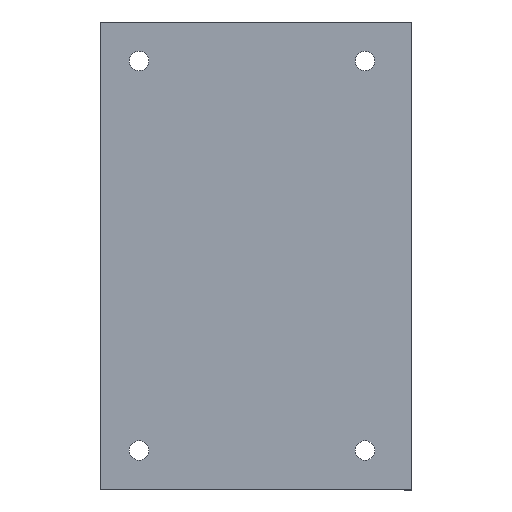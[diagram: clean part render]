
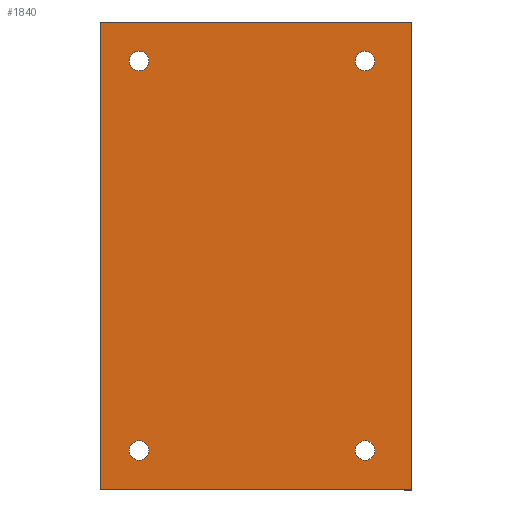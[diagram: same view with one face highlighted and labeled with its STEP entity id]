
A CAD part, top view. The second image highlights one B-rep face of the part: STEP entity #1840.
In plain terms, the highlighted planar face has unit normal (0, 0, 1).
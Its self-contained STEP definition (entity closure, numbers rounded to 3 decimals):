
#3 = EDGE_CURVE ( 'NONE', #1149, #323, #2284, .T. ) ;
#14 = VECTOR ( 'NONE', #1282, 1000. ) ;
#42 = EDGE_CURVE ( 'NONE', #1663, #820, #345, .T. ) ;
#50 = DIRECTION ( 'NONE',  ( -1., 0., 0. ) ) ;
#67 = DIRECTION ( 'NONE',  ( -1., 0., 0. ) ) ;
#70 = CARTESIAN_POINT ( 'NONE',  ( 43.18, 6.35, 0. ) ) ;
#73 = CIRCLE ( 'NONE', #2206, 1.588 ) ;
#124 = AXIS2_PLACEMENT_3D ( 'NONE', #70, #456, #2002 ) ;
#136 = CARTESIAN_POINT ( 'NONE',  ( 43.18, 69.85, 0. ) ) ;
#197 = CARTESIAN_POINT ( 'NONE',  ( 50.8, 76.2, 0. ) ) ;
#203 = VERTEX_POINT ( 'NONE', #2006 ) ;
#229 = CARTESIAN_POINT ( 'NONE',  ( 43.18, 69.85, 0. ) ) ;
#234 = EDGE_CURVE ( 'NONE', #820, #1663, #73, .T. ) ;
#243 = CIRCLE ( 'NONE', #650, 1.587 ) ;
#255 = DIRECTION ( 'NONE',  ( -1., 0., 0. ) ) ;
#263 = VERTEX_POINT ( 'NONE', #883 ) ;
#269 = CIRCLE ( 'NONE', #2285, 1.587 ) ;
#294 = ORIENTED_EDGE ( 'NONE', *, *, #2402, .F. ) ;
#323 = VERTEX_POINT ( 'NONE', #2438 ) ;
#333 = DIRECTION ( 'NONE',  ( -1., 0., 0. ) ) ;
#343 = CARTESIAN_POINT ( 'NONE',  ( 50.8, 76.2, 0. ) ) ;
#345 = CIRCLE ( 'NONE', #1692, 1.588 ) ;
#362 = CARTESIAN_POINT ( 'NONE',  ( 7.938, 6.35, 0. ) ) ;
#385 = DIRECTION ( 'NONE',  ( 1., 0., 0. ) ) ;
#397 = DIRECTION ( 'NONE',  ( 0., 0., -1. ) ) ;
#426 = CIRCLE ( 'NONE', #124, 1.587 ) ;
#434 = ORIENTED_EDGE ( 'NONE', *, *, #2382, .T. ) ;
#436 = VERTEX_POINT ( 'NONE', #955 ) ;
#456 = DIRECTION ( 'NONE',  ( 0., 0., -1. ) ) ;
#548 = ORIENTED_EDGE ( 'NONE', *, *, #1946, .F. ) ;
#584 = AXIS2_PLACEMENT_3D ( 'NONE', #343, #1705, #1686 ) ;
#594 = CARTESIAN_POINT ( 'NONE',  ( 44.767, 6.35, 0. ) ) ;
#650 = AXIS2_PLACEMENT_3D ( 'NONE', #136, #1644, #333 ) ;
#719 = CARTESIAN_POINT ( 'NONE',  ( 50.8, 76.2, 0. ) ) ;
#739 = PLANE ( 'NONE',  #584 ) ;
#742 = LINE ( 'NONE', #2254, #14 ) ;
#820 = VERTEX_POINT ( 'NONE', #362 ) ;
#862 = CARTESIAN_POINT ( 'NONE',  ( 4.762, 6.35, 0. ) ) ;
#883 = CARTESIAN_POINT ( 'NONE',  ( 0., 0., 0. ) ) ;
#900 = CARTESIAN_POINT ( 'NONE',  ( 0., 76.2, 0. ) ) ;
#953 = VECTOR ( 'NONE', #385, 1000. ) ;
#955 = CARTESIAN_POINT ( 'NONE',  ( 0., 76.2, 0. ) ) ;
#962 = ORIENTED_EDGE ( 'NONE', *, *, #1052, .T. ) ;
#977 = DIRECTION ( 'NONE',  ( 0., 0., -1. ) ) ;
#981 = CIRCLE ( 'NONE', #1748, 1.587 ) ;
#1000 = EDGE_LOOP ( 'NONE', ( #962, #434 ) ) ;
#1008 = CARTESIAN_POINT ( 'NONE',  ( 44.767, 69.85, 0. ) ) ;
#1039 = FACE_BOUND ( 'NONE', #1000, .T. ) ;
#1052 = EDGE_CURVE ( 'NONE', #203, #2119, #1610, .T. ) ;
#1066 = DIRECTION ( 'NONE',  ( 0., 0., -1. ) ) ;
#1071 = EDGE_CURVE ( 'NONE', #263, #1837, #1217, .T. ) ;
#1099 = CARTESIAN_POINT ( 'NONE',  ( 41.593, 6.35, 0. ) ) ;
#1149 = VERTEX_POINT ( 'NONE', #1585 ) ;
#1213 = DIRECTION ( 'NONE',  ( 0., 0., -1. ) ) ;
#1217 = LINE ( 'NONE', #1773, #1546 ) ;
#1251 = DIRECTION ( 'NONE',  ( -1., 0., 0. ) ) ;
#1274 = DIRECTION ( 'NONE',  ( 0., -1., 0. ) ) ;
#1279 = DIRECTION ( 'NONE',  ( -1., 0., 0. ) ) ;
#1282 = DIRECTION ( 'NONE',  ( 0., -1., 0. ) ) ;
#1385 = DIRECTION ( 'NONE',  ( 0., 0., -1. ) ) ;
#1474 = AXIS2_PLACEMENT_3D ( 'NONE', #2339, #397, #50 ) ;
#1491 = CARTESIAN_POINT ( 'NONE',  ( 50.8, 0., 0. ) ) ;
#1527 = CARTESIAN_POINT ( 'NONE',  ( 43.18, 6.35, 0. ) ) ;
#1532 = ORIENTED_EDGE ( 'NONE', *, *, #1071, .T. ) ;
#1546 = VECTOR ( 'NONE', #1550, 1000. ) ;
#1548 = FACE_BOUND ( 'NONE', #2389, .T. ) ;
#1550 = DIRECTION ( 'NONE',  ( 1., 0., 0. ) ) ;
#1585 = CARTESIAN_POINT ( 'NONE',  ( 7.938, 69.85, 0. ) ) ;
#1597 = ORIENTED_EDGE ( 'NONE', *, *, #1741, .T. ) ;
#1598 = EDGE_LOOP ( 'NONE', ( #1532, #294, #548, #1597 ) ) ;
#1599 = EDGE_CURVE ( 'NONE', #1903, #2028, #426, .T. ) ;
#1602 = ORIENTED_EDGE ( 'NONE', *, *, #234, .T. ) ;
#1610 = CIRCLE ( 'NONE', #2143, 1.587 ) ;
#1633 = EDGE_LOOP ( 'NONE', ( #1985, #2392 ) ) ;
#1644 = DIRECTION ( 'NONE',  ( 0., 0., -1. ) ) ;
#1663 = VERTEX_POINT ( 'NONE', #862 ) ;
#1680 = FACE_BOUND ( 'NONE', #2058, .T. ) ;
#1686 = DIRECTION ( 'NONE',  ( -1., 0., 0. ) ) ;
#1690 = ORIENTED_EDGE ( 'NONE', *, *, #2318, .T. ) ;
#1692 = AXIS2_PLACEMENT_3D ( 'NONE', #2348, #1213, #67 ) ;
#1705 = DIRECTION ( 'NONE',  ( 0., 0., -1. ) ) ;
#1741 = EDGE_CURVE ( 'NONE', #436, #263, #2312, .T. ) ;
#1742 = LINE ( 'NONE', #197, #953 ) ;
#1748 = AXIS2_PLACEMENT_3D ( 'NONE', #1527, #977, #1939 ) ;
#1773 = CARTESIAN_POINT ( 'NONE',  ( 50.8, 0., 0. ) ) ;
#1825 = FACE_OUTER_BOUND ( 'NONE', #1598, .T. ) ;
#1837 = VERTEX_POINT ( 'NONE', #1491 ) ;
#1840 = ADVANCED_FACE ( 'NONE', ( #1548, #2159, #1039, #1680, #1825 ), #739, .F. ) ;
#1896 = VERTEX_POINT ( 'NONE', #719 ) ;
#1903 = VERTEX_POINT ( 'NONE', #1099 ) ;
#1939 = DIRECTION ( 'NONE',  ( -1., 0., 0. ) ) ;
#1946 = EDGE_CURVE ( 'NONE', #436, #1896, #1742, .T. ) ;
#1985 = ORIENTED_EDGE ( 'NONE', *, *, #1599, .T. ) ;
#2002 = DIRECTION ( 'NONE',  ( -1., 0., 0. ) ) ;
#2006 = CARTESIAN_POINT ( 'NONE',  ( 41.593, 69.85, 0. ) ) ;
#2012 = EDGE_CURVE ( 'NONE', #2028, #1903, #981, .T. ) ;
#2028 = VERTEX_POINT ( 'NONE', #594 ) ;
#2058 = EDGE_LOOP ( 'NONE', ( #1690, #2263 ) ) ;
#2059 = ORIENTED_EDGE ( 'NONE', *, *, #42, .T. ) ;
#2119 = VERTEX_POINT ( 'NONE', #1008 ) ;
#2143 = AXIS2_PLACEMENT_3D ( 'NONE', #229, #1385, #255 ) ;
#2159 = FACE_BOUND ( 'NONE', #1633, .T. ) ;
#2206 = AXIS2_PLACEMENT_3D ( 'NONE', #2227, #2260, #1279 ) ;
#2222 = CARTESIAN_POINT ( 'NONE',  ( 6.35, 69.85, 0. ) ) ;
#2227 = CARTESIAN_POINT ( 'NONE',  ( 6.35, 6.35, 0. ) ) ;
#2254 = CARTESIAN_POINT ( 'NONE',  ( 50.8, 76.2, 0. ) ) ;
#2260 = DIRECTION ( 'NONE',  ( 0., 0., -1. ) ) ;
#2263 = ORIENTED_EDGE ( 'NONE', *, *, #3, .T. ) ;
#2284 = CIRCLE ( 'NONE', #1474, 1.587 ) ;
#2285 = AXIS2_PLACEMENT_3D ( 'NONE', #2222, #1066, #1251 ) ;
#2312 = LINE ( 'NONE', #900, #2439 ) ;
#2318 = EDGE_CURVE ( 'NONE', #323, #1149, #269, .T. ) ;
#2339 = CARTESIAN_POINT ( 'NONE',  ( 6.35, 69.85, 0. ) ) ;
#2348 = CARTESIAN_POINT ( 'NONE',  ( 6.35, 6.35, 0. ) ) ;
#2382 = EDGE_CURVE ( 'NONE', #2119, #203, #243, .T. ) ;
#2389 = EDGE_LOOP ( 'NONE', ( #2059, #1602 ) ) ;
#2392 = ORIENTED_EDGE ( 'NONE', *, *, #2012, .T. ) ;
#2402 = EDGE_CURVE ( 'NONE', #1896, #1837, #742, .T. ) ;
#2438 = CARTESIAN_POINT ( 'NONE',  ( 4.763, 69.85, 0. ) ) ;
#2439 = VECTOR ( 'NONE', #1274, 1000. ) ;
